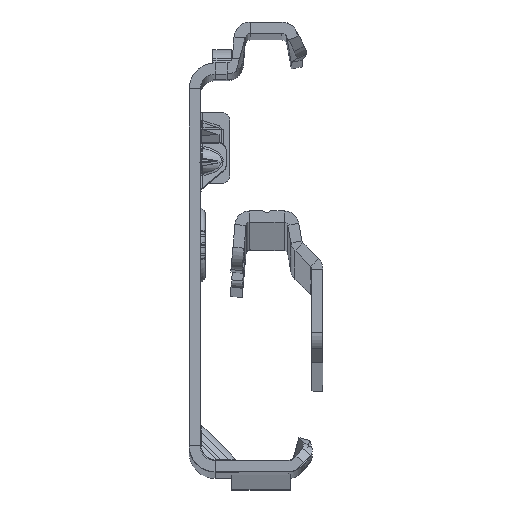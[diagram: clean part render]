
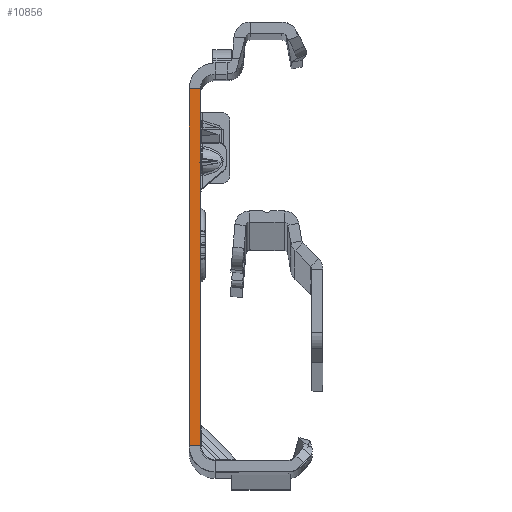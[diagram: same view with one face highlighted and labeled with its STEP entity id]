
A CAD part, top view. The second image highlights one B-rep face of the part: STEP entity #10856.
In plain terms, the highlighted planar face has unit normal (0, 0, 1).
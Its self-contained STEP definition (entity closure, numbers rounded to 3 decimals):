
#76 = PLANE ( 'NONE',  #7835 ) ;
#773 = VECTOR ( 'NONE', #42854, 1000. ) ;
#1778 = VERTEX_POINT ( 'NONE', #47155 ) ;
#3370 = VECTOR ( 'NONE', #34163, 1000. ) ;
#3709 = DIRECTION ( 'NONE',  ( -1., 0., 0. ) ) ;
#3921 = LINE ( 'NONE', #49387, #3370 ) ;
#4386 = EDGE_CURVE ( 'NONE', #22619, #49731, #36488, .T. ) ;
#4449 = ORIENTED_EDGE ( 'NONE', *, *, #49502, .F. ) ;
#4665 = FACE_OUTER_BOUND ( 'NONE', #19877, .T. ) ;
#6340 = DIRECTION ( 'NONE',  ( -1., 0., 0. ) ) ;
#7835 = AXIS2_PLACEMENT_3D ( 'NONE', #12258, #37427, #28740 ) ;
#10112 = VERTEX_POINT ( 'NONE', #14404 ) ;
#10856 = ADVANCED_FACE ( 'NONE', ( #4665 ), #76, .T. ) ;
#12258 = CARTESIAN_POINT ( 'NONE',  ( -1.5, -27.865, 0. ) ) ;
#14404 = CARTESIAN_POINT ( 'NONE',  ( 0., -25.865, 0. ) ) ;
#16056 = ORIENTED_EDGE ( 'NONE', *, *, #22863, .F. ) ;
#19877 = EDGE_LOOP ( 'NONE', ( #4449, #46810, #40706, #16056 ) ) ;
#21079 = VECTOR ( 'NONE', #6340, 1000. ) ;
#22619 = VERTEX_POINT ( 'NONE', #35928 ) ;
#22863 = EDGE_CURVE ( 'NONE', #10112, #1778, #33442, .T. ) ;
#26327 = LINE ( 'NONE', #51775, #773 ) ;
#27629 = EDGE_CURVE ( 'NONE', #49731, #1778, #26327, .T. ) ;
#28740 = DIRECTION ( 'NONE',  ( 1., 0., 0. ) ) ;
#29641 = CARTESIAN_POINT ( 'NONE',  ( 0., -25.865, 0. ) ) ;
#33442 = LINE ( 'NONE', #29641, #21079 ) ;
#34163 = DIRECTION ( 'NONE',  ( 0., -1., 0. ) ) ;
#35928 = CARTESIAN_POINT ( 'NONE',  ( 0., 22.135, 0. ) ) ;
#36488 = LINE ( 'NONE', #45111, #44793 ) ;
#37427 = DIRECTION ( 'NONE',  ( 0., 0., 1. ) ) ;
#40345 = CARTESIAN_POINT ( 'NONE',  ( -1.5, 22.135, 0. ) ) ;
#40706 = ORIENTED_EDGE ( 'NONE', *, *, #27629, .T. ) ;
#42854 = DIRECTION ( 'NONE',  ( 0., -1., 0. ) ) ;
#44793 = VECTOR ( 'NONE', #3709, 1000. ) ;
#45111 = CARTESIAN_POINT ( 'NONE',  ( 0., 22.135, 0. ) ) ;
#46810 = ORIENTED_EDGE ( 'NONE', *, *, #4386, .T. ) ;
#47155 = CARTESIAN_POINT ( 'NONE',  ( -1.5, -25.865, 0. ) ) ;
#49387 = CARTESIAN_POINT ( 'NONE',  ( 0., -27.865, 0. ) ) ;
#49502 = EDGE_CURVE ( 'NONE', #22619, #10112, #3921, .T. ) ;
#49731 = VERTEX_POINT ( 'NONE', #40345 ) ;
#51775 = CARTESIAN_POINT ( 'NONE',  ( -1.5, -27.865, 0. ) ) ;
